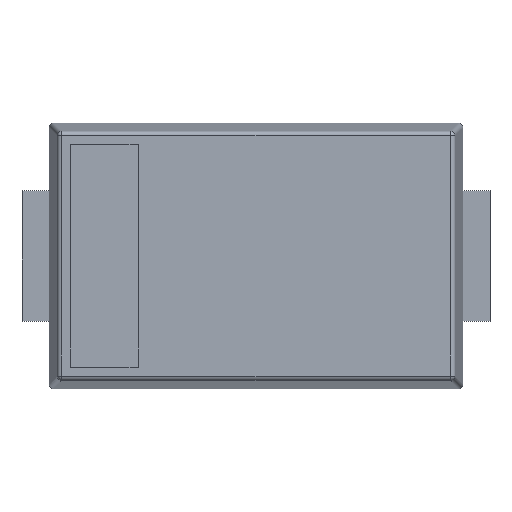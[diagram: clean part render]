
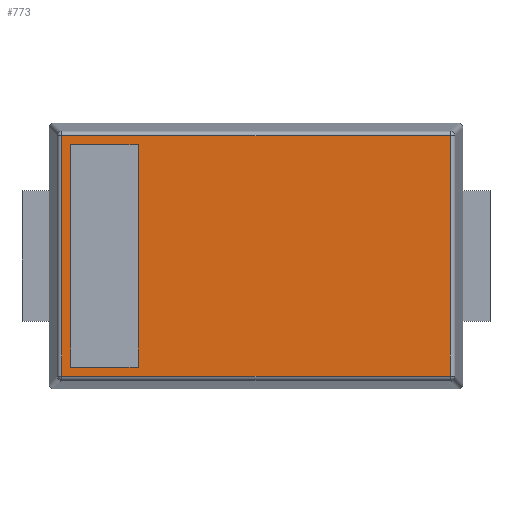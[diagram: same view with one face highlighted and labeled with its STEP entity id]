
A CAD part, top view. The second image highlights one B-rep face of the part: STEP entity #773.
In plain terms, the highlighted planar face has unit normal (0, 0, 1).
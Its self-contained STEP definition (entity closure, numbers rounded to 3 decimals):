
#37=FACE_BOUND('',#187,.T.);
#133=FACE_OUTER_BOUND('',#186,.T.);
#186=EDGE_LOOP('',(#584,#585,#586,#587));
#187=EDGE_LOOP('',(#588,#589,#590,#591));
#224=LINE('',#1179,#288);
#228=LINE('',#1187,#292);
#231=LINE('',#1193,#295);
#234=LINE('',#1198,#298);
#242=LINE('',#1274,#306);
#250=LINE('',#1520,#314);
#251=LINE('',#1522,#315);
#252=LINE('',#1523,#316);
#288=VECTOR('',#936,10.);
#292=VECTOR('',#942,10.);
#295=VECTOR('',#947,10.);
#298=VECTOR('',#952,10.);
#306=VECTOR('',#974,1.);
#314=VECTOR('',#1010,1.);
#315=VECTOR('',#1011,1.);
#316=VECTOR('',#1012,1.);
#352=VERTEX_POINT('',#1177);
#353=VERTEX_POINT('',#1178);
#356=VERTEX_POINT('',#1186);
#358=VERTEX_POINT('',#1192);
#368=VERTEX_POINT('',#1271);
#369=VERTEX_POINT('',#1273);
#380=VERTEX_POINT('',#1519);
#381=VERTEX_POINT('',#1521);
#412=EDGE_CURVE('',#352,#353,#224,.T.);
#416=EDGE_CURVE('',#356,#352,#228,.T.);
#419=EDGE_CURVE('',#358,#356,#231,.T.);
#422=EDGE_CURVE('',#353,#358,#234,.T.);
#435=EDGE_CURVE('',#368,#369,#242,.T.);
#454=EDGE_CURVE('',#368,#380,#250,.T.);
#455=EDGE_CURVE('',#380,#381,#251,.T.);
#456=EDGE_CURVE('',#369,#381,#252,.T.);
#584=ORIENTED_EDGE('',*,*,#435,.F.);
#585=ORIENTED_EDGE('',*,*,#454,.T.);
#586=ORIENTED_EDGE('',*,*,#455,.T.);
#587=ORIENTED_EDGE('',*,*,#456,.F.);
#588=ORIENTED_EDGE('',*,*,#412,.T.);
#589=ORIENTED_EDGE('',*,*,#422,.T.);
#590=ORIENTED_EDGE('',*,*,#419,.T.);
#591=ORIENTED_EDGE('',*,*,#416,.T.);
#744=PLANE('',#863);
#773=ADVANCED_FACE('',(#133,#37),#744,.T.);
#863=AXIS2_PLACEMENT_3D('',#1518,#1008,#1009);
#936=DIRECTION('',(0.,-1.,0.));
#942=DIRECTION('',(1.,0.,0.));
#947=DIRECTION('',(0.,1.,0.));
#952=DIRECTION('',(-1.,0.,0.));
#974=DIRECTION('',(0.,1.,0.));
#1008=DIRECTION('center_axis',(0.,0.,1.));
#1009=DIRECTION('ref_axis',(1.,0.,0.));
#1010=DIRECTION('',(1.,0.,0.));
#1011=DIRECTION('',(0.,1.,0.));
#1012=DIRECTION('',(1.,0.,0.));
#1177=CARTESIAN_POINT('',(0.99,2.71,1.1));
#1178=CARTESIAN_POINT('',(0.99,0.24,1.1));
#1179=CARTESIAN_POINT('',(0.99,1.355,1.1));
#1186=CARTESIAN_POINT('',(0.24,2.71,1.1));
#1187=CARTESIAN_POINT('',(0.12,2.71,1.1));
#1192=CARTESIAN_POINT('',(0.24,0.24,1.1));
#1193=CARTESIAN_POINT('',(0.24,0.12,1.1));
#1198=CARTESIAN_POINT('',(0.495,0.24,1.1));
#1271=CARTESIAN_POINT('',(0.14,0.14,1.1));
#1273=CARTESIAN_POINT('',(0.14,2.81,1.1));
#1274=CARTESIAN_POINT('',(0.14,0.095,1.1));
#1518=CARTESIAN_POINT('Origin',(0.,0.,1.1));
#1519=CARTESIAN_POINT('',(4.46,0.14,1.1));
#1520=CARTESIAN_POINT('',(0.095,0.14,1.1));
#1521=CARTESIAN_POINT('',(4.46,2.81,1.1));
#1522=CARTESIAN_POINT('',(4.46,0.095,1.1));
#1523=CARTESIAN_POINT('',(0.095,2.81,1.1));
